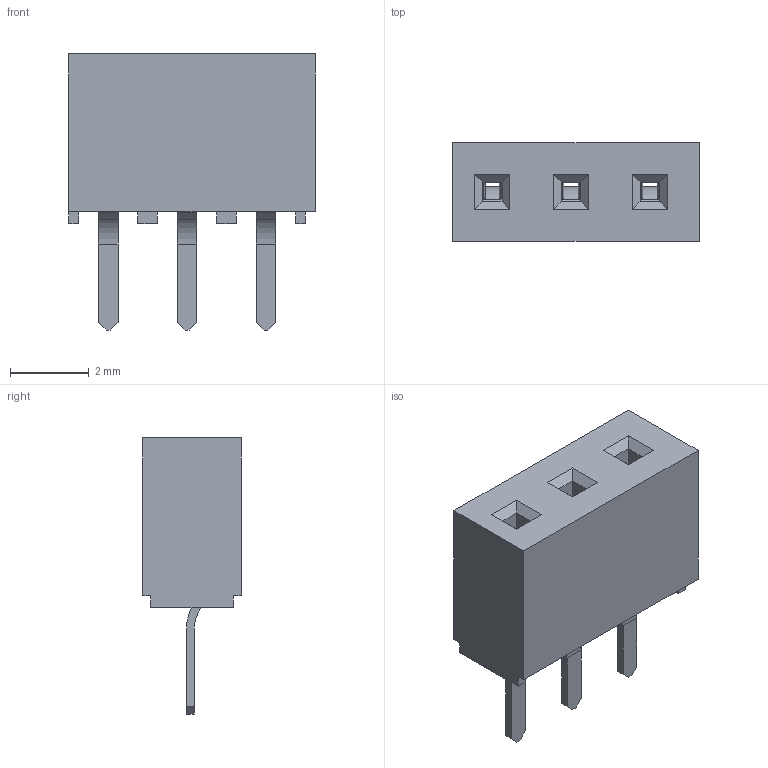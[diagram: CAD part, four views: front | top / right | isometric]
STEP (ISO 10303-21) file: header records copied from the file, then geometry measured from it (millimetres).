
FILE_DESCRIPTION( ( 'Unknown' ), '1' );
FILE_NAME( '62000611821-3pin.stp', 'Unknown', ( 'Unknown' ), ( 'Unknown' ), 'XStep 1.0', 'Unknown', ' ' );
FILE_SCHEMA( ( 'automotive_design' ) );
Length unit declared in the file: millimetre
Products named in the file (1): 6200xx11821
Bounding box: 6.25 x 2.5 x 7 mm (x, y, z)
Volume: 45.6 mm3; surface area: 222.7 mm2
Topology: 1 solids, 1 shells, 262 faces, 732 edges, 472 vertices
Faces by surface type: plane 166, cylinder 84, bspline 12
Entity records: 10938 total; most frequent: CARTESIAN_POINT 2013, ORIENTED_EDGE 1464, DIRECTION 1378, EDGE_CURVE 732, LINE 540, VECTOR 540, VERTEX_POINT 472, AXIS2_PLACEMENT_3D 419
